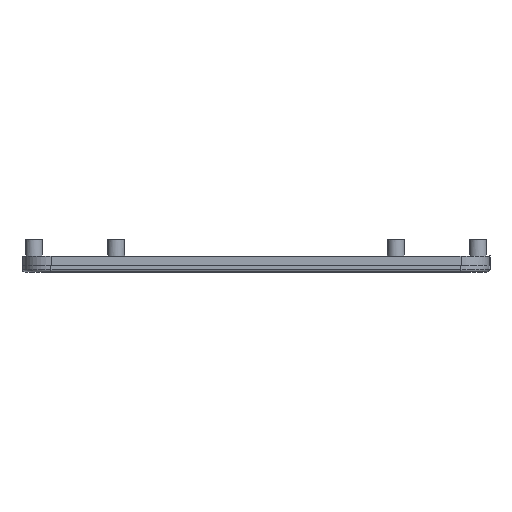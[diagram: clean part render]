
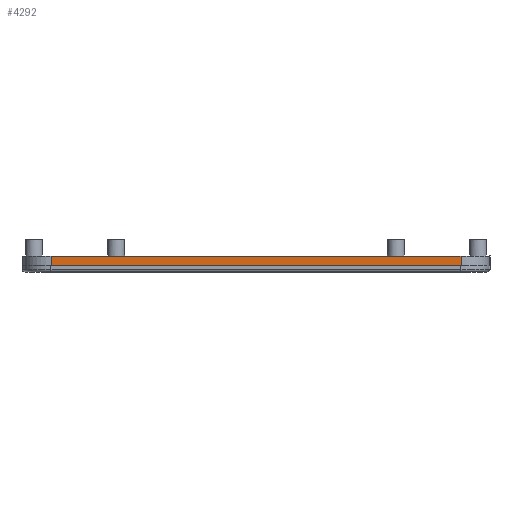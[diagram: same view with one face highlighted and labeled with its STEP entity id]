
A CAD part, front view. The second image highlights one B-rep face of the part: STEP entity #4292.
In plain terms, the highlighted planar face has unit normal (0, -1, 0).
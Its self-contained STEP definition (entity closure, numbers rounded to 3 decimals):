
#715=FACE_OUTER_BOUND('',#1013,.T.);
#1013=EDGE_LOOP('',(#3894,#3895,#3896,#3897));
#1051=LINE('',#6266,#1377);
#1180=LINE('',#6770,#1506);
#1341=LINE('',#7736,#1667);
#1342=LINE('',#7738,#1668);
#1377=VECTOR('',#4863,10.);
#1506=VECTOR('',#5354,10.);
#1667=VECTOR('',#6149,10.);
#1668=VECTOR('',#6152,10.);
#1706=VERTEX_POINT('',#6263);
#1707=VERTEX_POINT('',#6265);
#1900=VERTEX_POINT('',#6767);
#1901=VERTEX_POINT('',#6769);
#2109=EDGE_CURVE('',#1706,#1707,#1051,.T.);
#2354=EDGE_CURVE('',#1900,#1901,#1180,.T.);
#2683=EDGE_CURVE('',#1900,#1707,#1341,.T.);
#2684=EDGE_CURVE('',#1901,#1706,#1342,.T.);
#3894=ORIENTED_EDGE('',*,*,#2354,.F.);
#3895=ORIENTED_EDGE('',*,*,#2683,.T.);
#3896=ORIENTED_EDGE('',*,*,#2109,.F.);
#3897=ORIENTED_EDGE('',*,*,#2684,.F.);
#4044=PLANE('',#4813);
#4292=ADVANCED_FACE('',(#715),#4044,.T.);
#4813=AXIS2_PLACEMENT_3D('',#7737,#6150,#6151);
#4863=DIRECTION('',(1.,0.,0.));
#5354=DIRECTION('',(-1.,0.,0.));
#6149=DIRECTION('',(0.,0.,1.));
#6150=DIRECTION('center_axis',(0.,-1.,0.));
#6151=DIRECTION('ref_axis',(1.,0.,0.));
#6152=DIRECTION('',(0.,0.,1.));
#6263=CARTESIAN_POINT('',(33.244,-36.217,8.));
#6265=CARTESIAN_POINT('',(238.238,-36.217,8.));
#6266=CARTESIAN_POINT('',(238.238,-36.217,8.));
#6767=CARTESIAN_POINT('',(238.238,-36.217,3.5));
#6769=CARTESIAN_POINT('',(33.244,-36.217,3.5));
#6770=CARTESIAN_POINT('',(84.492,-36.217,3.5));
#7736=CARTESIAN_POINT('',(238.238,-36.217,3.5));
#7737=CARTESIAN_POINT('Origin',(33.244,-36.217,3.5));
#7738=CARTESIAN_POINT('',(33.244,-36.217,3.5));
